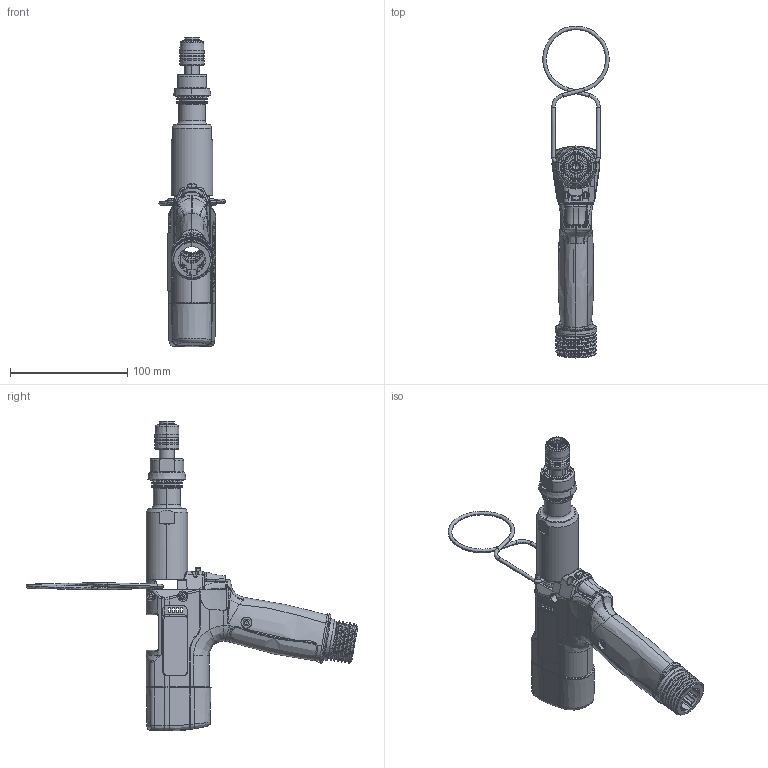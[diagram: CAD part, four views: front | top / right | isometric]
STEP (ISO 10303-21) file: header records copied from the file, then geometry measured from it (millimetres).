
FILE_DESCRIPTION((''),'2;1');
FILE_NAME('SHRINKWRAP_SW0002','2017-07-25T',('KMO1124'),(''),'PRO/ENGINEER BY PARAMETRIC TECHNOLOGY CORPORATION, 2010430','PRO/ENGINEER BY PARAMETRIC TECHNOLOGY CORPORATION, 2010430','');
FILE_SCHEMA(('CONFIG_CONTROL_DESIGN'));
Products named in the file (1): SHRINKWRAP_SW0002
Bounding box: 56.71 x 283.37 x 264.61 mm (x, y, z)
Surface area: 126625.2 mm2 (no closed solid volume)
Topology: 0 solids, 55 shells, 2691 faces, 9177 edges, 6215 vertices
Faces by surface type: plane 1066, cylinder 731, bspline 529, cone 183, torus 105, sphere 44, extrusion 29, revolution 4
Entity records: 139087 total; most frequent: CARTESIAN_POINT 68198, ORIENTED_EDGE 15507, DIRECTION 12029, EDGE_CURVE 9171, VERTEX_POINT 6215, VECTOR 4189, LINE 4160, AXIS2_PLACEMENT_3D 3918
